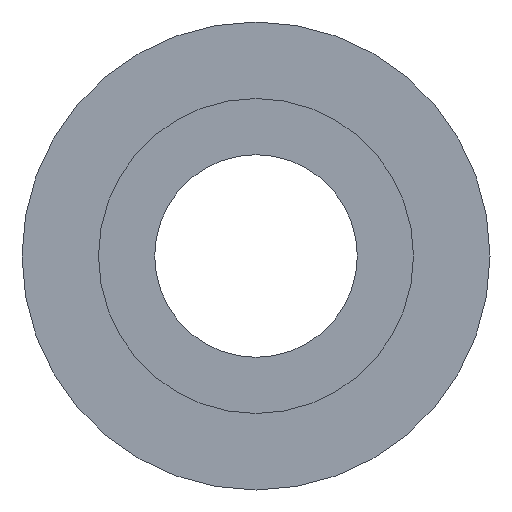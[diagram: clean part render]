
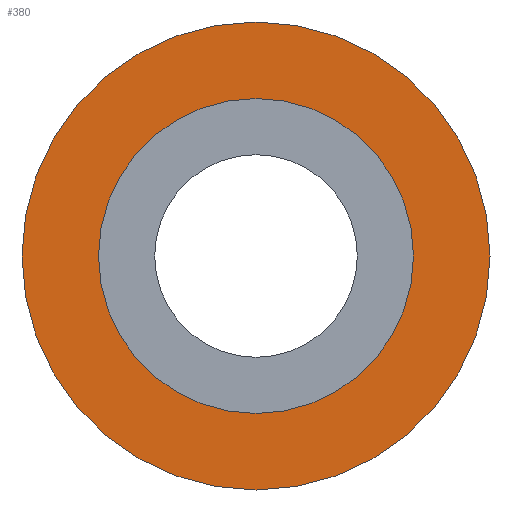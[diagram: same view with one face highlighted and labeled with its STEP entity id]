
A CAD part, front view. The second image highlights one B-rep face of the part: STEP entity #380.
In plain terms, the highlighted planar face has unit normal (0, -1, 0).
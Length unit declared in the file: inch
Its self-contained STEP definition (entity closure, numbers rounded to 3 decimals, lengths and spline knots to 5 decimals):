
#17 = FACE_OUTER_BOUND ( 'NONE', #257, .T. ) ;
#18 = AXIS2_PLACEMENT_3D ( 'NONE', #352, #337, #297 ) ;
#24 = DIRECTION ( 'NONE',  ( 0., 0., -1. ) ) ;
#28 = DIRECTION ( 'NONE',  ( 0., -1., 0. ) ) ;
#40 = FACE_BOUND ( 'NONE', #88, .T. ) ;
#53 = CARTESIAN_POINT ( 'NONE',  ( 0., 0., 0.23625 ) ) ;
#62 = VERTEX_POINT ( 'NONE', #53 ) ;
#82 = CARTESIAN_POINT ( 'NONE',  ( 0., 0., 0. ) ) ;
#88 = EDGE_LOOP ( 'NONE', ( #441, #412 ) ) ;
#92 = AXIS2_PLACEMENT_3D ( 'NONE', #327, #316, #212 ) ;
#103 = PLANE ( 'NONE',  #200 ) ;
#106 = CARTESIAN_POINT ( 'NONE',  ( 0., 0., -0.159 ) ) ;
#108 = EDGE_CURVE ( 'NONE', #367, #62, #383, .T. ) ;
#125 = CIRCLE ( 'NONE', #446, 0.23625 ) ;
#142 = DIRECTION ( 'NONE',  ( 0., 0., -1. ) ) ;
#150 = DIRECTION ( 'NONE',  ( 0., -1., 0. ) ) ;
#174 = DIRECTION ( 'NONE',  ( 0., 0., -1. ) ) ;
#176 = CIRCLE ( 'NONE', #296, 0.159 ) ;
#177 = ORIENTED_EDGE ( 'NONE', *, *, #242, .T. ) ;
#180 = CARTESIAN_POINT ( 'NONE',  ( 0., 0., 0.159 ) ) ;
#194 = EDGE_CURVE ( 'NONE', #411, #388, #176, .T. ) ;
#200 = AXIS2_PLACEMENT_3D ( 'NONE', #82, #28, #24 ) ;
#212 = DIRECTION ( 'NONE',  ( 0., 0., -1. ) ) ;
#242 = EDGE_CURVE ( 'NONE', #62, #367, #125, .T. ) ;
#257 = EDGE_LOOP ( 'NONE', ( #346, #177 ) ) ;
#265 = CARTESIAN_POINT ( 'NONE',  ( 0., 0., 0. ) ) ;
#296 = AXIS2_PLACEMENT_3D ( 'NONE', #423, #310, #174 ) ;
#297 = DIRECTION ( 'NONE',  ( 0., 0., -1. ) ) ;
#310 = DIRECTION ( 'NONE',  ( 0., -1., 0. ) ) ;
#316 = DIRECTION ( 'NONE',  ( 0., -1., 0. ) ) ;
#327 = CARTESIAN_POINT ( 'NONE',  ( 0., 0., 0. ) ) ;
#337 = DIRECTION ( 'NONE',  ( 0., -1., 0. ) ) ;
#346 = ORIENTED_EDGE ( 'NONE', *, *, #108, .T. ) ;
#352 = CARTESIAN_POINT ( 'NONE',  ( 0., 0., 0. ) ) ;
#359 = EDGE_CURVE ( 'NONE', #388, #411, #462, .T. ) ;
#367 = VERTEX_POINT ( 'NONE', #429 ) ;
#380 = ADVANCED_FACE ( 'NONE', ( #40, #17 ), #103, .T. ) ;
#383 = CIRCLE ( 'NONE', #18, 0.23625 ) ;
#388 = VERTEX_POINT ( 'NONE', #106 ) ;
#411 = VERTEX_POINT ( 'NONE', #180 ) ;
#412 = ORIENTED_EDGE ( 'NONE', *, *, #194, .F. ) ;
#423 = CARTESIAN_POINT ( 'NONE',  ( 0., 0., 0. ) ) ;
#429 = CARTESIAN_POINT ( 'NONE',  ( 0., 0., -0.23625 ) ) ;
#441 = ORIENTED_EDGE ( 'NONE', *, *, #359, .F. ) ;
#446 = AXIS2_PLACEMENT_3D ( 'NONE', #265, #150, #142 ) ;
#462 = CIRCLE ( 'NONE', #92, 0.159 ) ;
